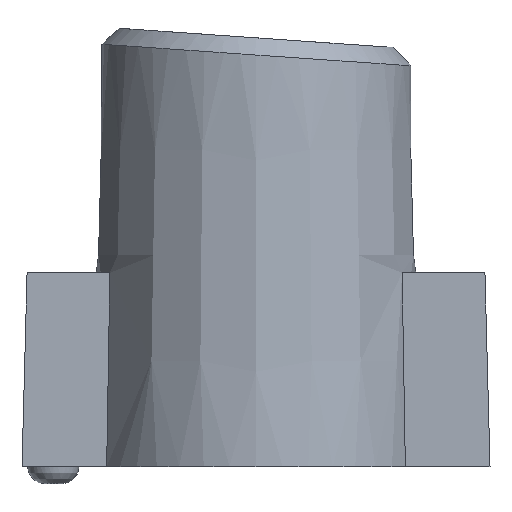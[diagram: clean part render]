
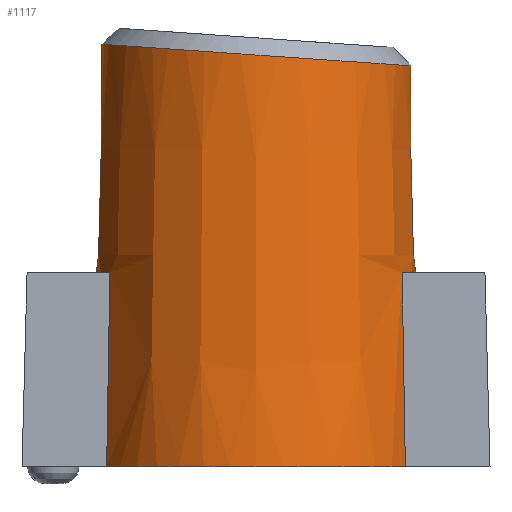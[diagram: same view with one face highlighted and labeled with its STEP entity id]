
A CAD part, left-side view. The second image highlights one B-rep face of the part: STEP entity #1117.
In plain terms, the highlighted conical face has half-angle 1.5 degrees and reference radius 2.25 mm.
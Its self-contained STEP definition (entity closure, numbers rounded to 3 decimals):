
#20=B_SPLINE_CURVE_WITH_KNOTS('',3,(#2168,#2169,#2170,#2171,#2172,#2173,
#2174,#2175,#2176),.UNSPECIFIED.,.F.,.F.,(4,1,1,1,1,1,4),(-3.142,
-2.244,-1.346,-0.449,0.449,
1.346,1.577),.UNSPECIFIED.);
#21=B_SPLINE_CURVE_WITH_KNOTS('',3,(#2177,#2178,#2179,#2180,#2181),
 .UNSPECIFIED.,.F.,.F.,(4,1,4),(1.577,2.244,3.142),
 .UNSPECIFIED.);
#129=LINE('',#2184,#216);
#216=VECTOR('',#1497,2.25);
#263=(
BOUNDED_CURVE()
B_SPLINE_CURVE(2,(#2188,#2189,#2190),.UNSPECIFIED.,.F.,.F.)
B_SPLINE_CURVE_WITH_KNOTS((3,3),(10261.625,10267.192),
 .UNSPECIFIED.)
CURVE()
GEOMETRIC_REPRESENTATION_ITEM()
RATIONAL_B_SPLINE_CURVE((1.,1.,1.))
REPRESENTATION_ITEM('')
);
#264=(
BOUNDED_CURVE()
B_SPLINE_CURVE(2,(#2194,#2195,#2196),.UNSPECIFIED.,.F.,.F.)
B_SPLINE_CURVE_WITH_KNOTS((3,3),(9753.41,9758.977),
 .UNSPECIFIED.)
CURVE()
GEOMETRIC_REPRESENTATION_ITEM()
RATIONAL_B_SPLINE_CURVE((1.,1.,1.))
REPRESENTATION_ITEM('')
);
#265=(
BOUNDED_CURVE()
B_SPLINE_CURVE(2,(#2200,#2201,#2202),.UNSPECIFIED.,.F.,.F.)
B_SPLINE_CURVE_WITH_KNOTS((3,3),(10261.625,10267.192),
 .UNSPECIFIED.)
CURVE()
GEOMETRIC_REPRESENTATION_ITEM()
RATIONAL_B_SPLINE_CURVE((1.,1.,1.))
REPRESENTATION_ITEM('')
);
#266=(
BOUNDED_CURVE()
B_SPLINE_CURVE(2,(#2206,#2207,#2208),.UNSPECIFIED.,.F.,.F.)
B_SPLINE_CURVE_WITH_KNOTS((3,3),(9753.41,9758.977),
 .UNSPECIFIED.)
CURVE()
GEOMETRIC_REPRESENTATION_ITEM()
RATIONAL_B_SPLINE_CURVE((1.,1.,1.))
REPRESENTATION_ITEM('')
);
#271=CONICAL_SURFACE('',#1241,2.25,0.026);
#345=FACE_OUTER_BOUND('',#413,.T.);
#413=EDGE_LOOP('',(#927,#928,#929,#930,#931,#932,#933,#934,#935,#936,#937,
#938,#939));
#470=CIRCLE('',#1242,2.413);
#471=CIRCLE('',#1243,2.339);
#472=CIRCLE('',#1244,2.413);
#473=CIRCLE('',#1245,2.339);
#474=CIRCLE('',#1246,2.413);
#549=VERTEX_POINT('',#2165);
#550=VERTEX_POINT('',#2167);
#551=VERTEX_POINT('',#2183);
#552=VERTEX_POINT('',#2185);
#553=VERTEX_POINT('',#2187);
#554=VERTEX_POINT('',#2191);
#555=VERTEX_POINT('',#2193);
#556=VERTEX_POINT('',#2197);
#557=VERTEX_POINT('',#2199);
#558=VERTEX_POINT('',#2203);
#559=VERTEX_POINT('',#2205);
#690=EDGE_CURVE('',#549,#550,#20,.T.);
#691=EDGE_CURVE('',#550,#549,#21,.T.);
#692=EDGE_CURVE('',#550,#551,#129,.T.);
#693=EDGE_CURVE('',#551,#552,#470,.F.);
#694=EDGE_CURVE('',#552,#553,#263,.F.);
#695=EDGE_CURVE('',#553,#554,#471,.T.);
#696=EDGE_CURVE('',#554,#555,#264,.F.);
#697=EDGE_CURVE('',#555,#556,#472,.F.);
#698=EDGE_CURVE('',#556,#557,#265,.F.);
#699=EDGE_CURVE('',#557,#558,#473,.T.);
#700=EDGE_CURVE('',#558,#559,#266,.F.);
#701=EDGE_CURVE('',#559,#551,#474,.F.);
#927=ORIENTED_EDGE('',*,*,#690,.F.);
#928=ORIENTED_EDGE('',*,*,#691,.F.);
#929=ORIENTED_EDGE('',*,*,#692,.T.);
#930=ORIENTED_EDGE('',*,*,#693,.T.);
#931=ORIENTED_EDGE('',*,*,#694,.T.);
#932=ORIENTED_EDGE('',*,*,#695,.T.);
#933=ORIENTED_EDGE('',*,*,#696,.T.);
#934=ORIENTED_EDGE('',*,*,#697,.T.);
#935=ORIENTED_EDGE('',*,*,#698,.T.);
#936=ORIENTED_EDGE('',*,*,#699,.T.);
#937=ORIENTED_EDGE('',*,*,#700,.T.);
#938=ORIENTED_EDGE('',*,*,#701,.T.);
#939=ORIENTED_EDGE('',*,*,#692,.F.);
#1117=ADVANCED_FACE('',(#345),#271,.T.);
#1241=AXIS2_PLACEMENT_3D('',#2182,#1495,#1496);
#1242=AXIS2_PLACEMENT_3D('',#2186,#1498,#1499);
#1243=AXIS2_PLACEMENT_3D('',#2192,#1500,#1501);
#1244=AXIS2_PLACEMENT_3D('',#2198,#1502,#1503);
#1245=AXIS2_PLACEMENT_3D('',#2204,#1504,#1505);
#1246=AXIS2_PLACEMENT_3D('',#2209,#1506,#1507);
#1495=DIRECTION('center_axis',(0.,0.,-1.));
#1496=DIRECTION('ref_axis',(1.,0.,0.));
#1497=DIRECTION('',(-0.026,0.,-1.));
#1498=DIRECTION('center_axis',(0.,0.,-1.));
#1499=DIRECTION('ref_axis',(1.,0.,0.));
#1500=DIRECTION('center_axis',(0.,0.,1.));
#1501=DIRECTION('ref_axis',(1.,0.,0.));
#1502=DIRECTION('center_axis',(0.,0.,-1.));
#1503=DIRECTION('ref_axis',(1.,0.,0.));
#1504=DIRECTION('center_axis',(0.,0.,1.));
#1505=DIRECTION('ref_axis',(1.,0.,0.));
#1506=DIRECTION('center_axis',(0.,0.,-1.));
#1507=DIRECTION('ref_axis',(1.,0.,0.));
#2165=CARTESIAN_POINT('',(4.438,-4.717,8.613));
#2167=CARTESIAN_POINT('',(2.181,-2.455,8.77));
#2168=CARTESIAN_POINT('Ctrl Pts',(4.438,-4.717,8.613));
#2169=CARTESIAN_POINT('Ctrl Pts',(5.118,-4.717,8.613));
#2170=CARTESIAN_POINT('Ctrl Pts',(6.471,-4.06,8.659));
#2171=CARTESIAN_POINT('Ctrl Pts',(6.948,-1.865,8.811));
#2172=CARTESIAN_POINT('Ctrl Pts',(5.546,-0.133,8.933));
#2173=CARTESIAN_POINT('Ctrl Pts',(3.33,-0.137,8.933));
#2174=CARTESIAN_POINT('Ctrl Pts',(2.272,-1.435,8.842));
#2175=CARTESIAN_POINT('Ctrl Pts',(2.18,-2.282,8.782));
#2176=CARTESIAN_POINT('Ctrl Pts',(2.181,-2.455,8.77));
#2177=CARTESIAN_POINT('Ctrl Pts',(2.181,-2.455,8.77));
#2178=CARTESIAN_POINT('Ctrl Pts',(2.184,-2.958,8.735));
#2179=CARTESIAN_POINT('Ctrl Pts',(2.58,-4.144,8.653));
#2180=CARTESIAN_POINT('Ctrl Pts',(3.757,-4.717,8.613));
#2181=CARTESIAN_POINT('Ctrl Pts',(4.438,-4.717,8.613));
#2182=CARTESIAN_POINT('Origin',(4.438,-2.457,9.));
#2183=CARTESIAN_POINT('',(2.024,-2.457,2.767));
#2184=CARTESIAN_POINT('',(2.188,-2.457,9.));
#2185=CARTESIAN_POINT('',(3.399,-4.635,2.767));
#2186=CARTESIAN_POINT('Origin',(4.438,-2.457,2.767));
#2187=CARTESIAN_POINT('',(3.473,-4.588,5.592));
#2188=CARTESIAN_POINT('Ctrl Pts',(3.473,-4.588,5.592));
#2189=CARTESIAN_POINT('Ctrl Pts',(3.437,-4.612,4.195));
#2190=CARTESIAN_POINT('Ctrl Pts',(3.399,-4.635,2.767));
#2191=CARTESIAN_POINT('',(5.402,-4.588,5.592));
#2192=CARTESIAN_POINT('Origin',(4.438,-2.457,5.592));
#2193=CARTESIAN_POINT('',(5.476,-4.635,2.767));
#2194=CARTESIAN_POINT('Ctrl Pts',(5.476,-4.635,2.767));
#2195=CARTESIAN_POINT('Ctrl Pts',(5.438,-4.612,4.195));
#2196=CARTESIAN_POINT('Ctrl Pts',(5.402,-4.588,5.592));
#2197=CARTESIAN_POINT('',(5.476,-0.279,2.767));
#2198=CARTESIAN_POINT('Origin',(4.438,-2.457,2.767));
#2199=CARTESIAN_POINT('',(5.402,-0.326,5.592));
#2200=CARTESIAN_POINT('Ctrl Pts',(5.402,-0.326,5.592));
#2201=CARTESIAN_POINT('Ctrl Pts',(5.438,-0.302,4.195));
#2202=CARTESIAN_POINT('Ctrl Pts',(5.476,-0.279,2.767));
#2203=CARTESIAN_POINT('',(3.473,-0.326,5.592));
#2204=CARTESIAN_POINT('Origin',(4.438,-2.457,5.592));
#2205=CARTESIAN_POINT('',(3.399,-0.279,2.767));
#2206=CARTESIAN_POINT('Ctrl Pts',(3.399,-0.279,2.767));
#2207=CARTESIAN_POINT('Ctrl Pts',(3.437,-0.302,4.195));
#2208=CARTESIAN_POINT('Ctrl Pts',(3.473,-0.326,5.592));
#2209=CARTESIAN_POINT('Origin',(4.438,-2.457,2.767));
